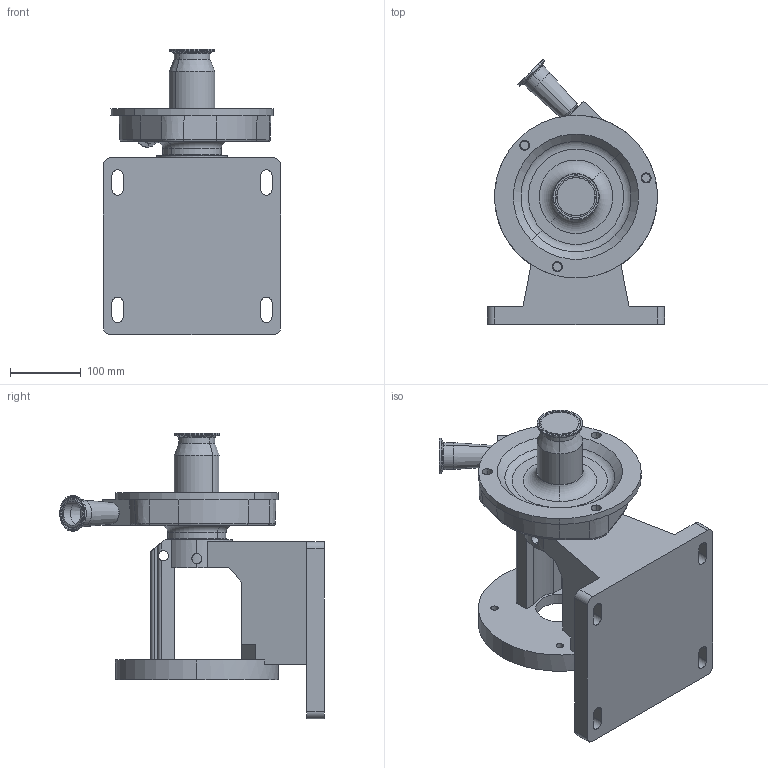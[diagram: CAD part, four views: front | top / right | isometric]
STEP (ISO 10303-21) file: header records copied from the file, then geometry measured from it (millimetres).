
FILE_DESCRIPTION (( 'STEP AP214' ), '1' );
FILE_NAME ('FP 720 180TC 45L.STEP', '2010-02-25T22:17:41', ( ' ' ), ( '' ), 'SwSTEP 2.0', 'SolidWorks 2010', '' );
FILE_SCHEMA (( 'AUTOMOTIVE_DESIGN' ));
Length unit declared in the file: millimetre
Products named in the file (2): FP 720 180TC 45L; FP 720 180TC 45L^1275000106
Assembly tree (1 placements, depth 2):
  FP 720 180TC 45L
    FP 720 180TC 45L^1275000106
Bounding box: 250 x 373.89 x 403 mm (x, y, z)
Volume: 6581867.1 mm3; surface area: 581472.4 mm2
Topology: 1 solids, 2 shells, 248 faces, 636 edges, 400 vertices
Faces by surface type: cylinder 104, plane 79, cone 36, torus 28, bspline 1
Entity records: 8124 total; most frequent: CARTESIAN_POINT 1775, DIRECTION 1418, ORIENTED_EDGE 1272, EDGE_CURVE 636, AXIS2_PLACEMENT_3D 553, VERTEX_POINT 400, VECTOR 312, LINE 312
